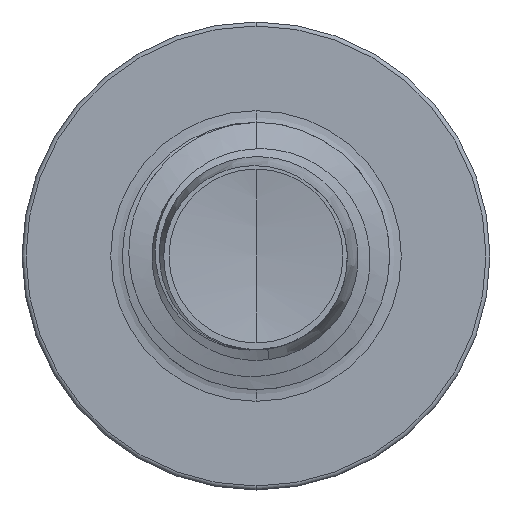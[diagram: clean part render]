
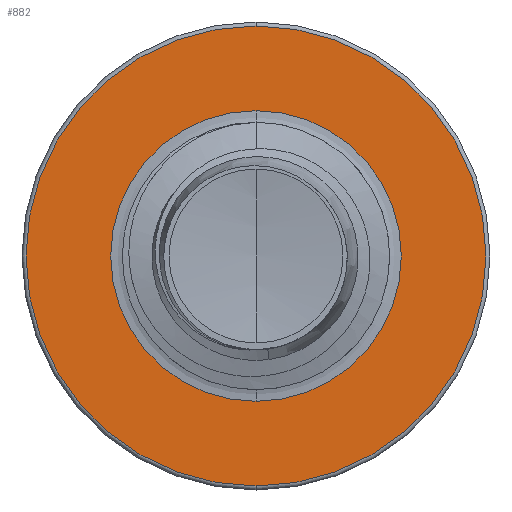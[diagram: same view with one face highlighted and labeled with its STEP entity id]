
A CAD part, front view. The second image highlights one B-rep face of the part: STEP entity #882.
In plain terms, the highlighted planar face has unit normal (0, -1, 0).
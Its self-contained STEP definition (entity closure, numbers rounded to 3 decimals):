
#254 = VERTEX_POINT ( 'NONE', #1322 ) ;
#279 = VERTEX_POINT ( 'NONE', #11299 ) ;
#420 = DIRECTION ( 'NONE',  ( 0., 1., 0. ) ) ;
#882 = ADVANCED_FACE ( 'NONE', ( #4852, #10044 ), #12012, .F. ) ;
#1027 = CARTESIAN_POINT ( 'NONE',  ( 0., 3.5, 3.44 ) ) ;
#1322 = CARTESIAN_POINT ( 'NONE',  ( 0., 3.5, -3.44 ) ) ;
#1760 = AXIS2_PLACEMENT_3D ( 'NONE', #10367, #4138, #11420 ) ;
#2571 = CARTESIAN_POINT ( 'NONE',  ( 0., 3.5, -2.174 ) ) ;
#3014 = EDGE_CURVE ( 'NONE', #279, #6574, #11819, .T. ) ;
#3028 = ORIENTED_EDGE ( 'NONE', *, *, #9753, .F. ) ;
#3236 = CARTESIAN_POINT ( 'NONE',  ( 0., 3.5, 0. ) ) ;
#3445 = DIRECTION ( 'NONE',  ( 0., 0., 1. ) ) ;
#3853 = AXIS2_PLACEMENT_3D ( 'NONE', #11272, #5053, #12318 ) ;
#4001 = EDGE_LOOP ( 'NONE', ( #4792, #13296 ) ) ;
#4046 = EDGE_CURVE ( 'NONE', #6574, #279, #8550, .T. ) ;
#4138 = DIRECTION ( 'NONE',  ( 0., 1., 0. ) ) ;
#4297 = DIRECTION ( 'NONE',  ( 0., 0., 1. ) ) ;
#4739 = VERTEX_POINT ( 'NONE', #1027 ) ;
#4792 = ORIENTED_EDGE ( 'NONE', *, *, #3014, .T. ) ;
#4852 = FACE_OUTER_BOUND ( 'NONE', #8843, .T. ) ;
#5053 = DIRECTION ( 'NONE',  ( 0., 1., 0. ) ) ;
#5469 = CARTESIAN_POINT ( 'NONE',  ( 0., 3.5, 0. ) ) ;
#6528 = DIRECTION ( 'NONE',  ( 0., 0., 1. ) ) ;
#6574 = VERTEX_POINT ( 'NONE', #12935 ) ;
#8550 = CIRCLE ( 'NONE', #13329, 2.174 ) ;
#8843 = EDGE_LOOP ( 'NONE', ( #9755, #3028 ) ) ;
#9292 = CIRCLE ( 'NONE', #1760, 3.44 ) ;
#9753 = EDGE_CURVE ( 'NONE', #254, #4739, #9292, .T. ) ;
#9755 = ORIENTED_EDGE ( 'NONE', *, *, #12551, .F. ) ;
#10044 = FACE_BOUND ( 'NONE', #4001, .T. ) ;
#10367 = CARTESIAN_POINT ( 'NONE',  ( 0., 3.5, 0. ) ) ;
#10526 = DIRECTION ( 'NONE',  ( 0., 1., 0. ) ) ;
#10760 = AXIS2_PLACEMENT_3D ( 'NONE', #5469, #12729, #6528 ) ;
#10764 = AXIS2_PLACEMENT_3D ( 'NONE', #2571, #420, #3445 ) ;
#10901 = CIRCLE ( 'NONE', #10760, 3.44 ) ;
#11272 = CARTESIAN_POINT ( 'NONE',  ( 0., 3.5, 0. ) ) ;
#11299 = CARTESIAN_POINT ( 'NONE',  ( 0., 3.5, 2.174 ) ) ;
#11420 = DIRECTION ( 'NONE',  ( 0., 0., 1. ) ) ;
#11819 = CIRCLE ( 'NONE', #3853, 2.174 ) ;
#12012 = PLANE ( 'NONE',  #10764 ) ;
#12318 = DIRECTION ( 'NONE',  ( 0., 0., 1. ) ) ;
#12551 = EDGE_CURVE ( 'NONE', #4739, #254, #10901, .T. ) ;
#12729 = DIRECTION ( 'NONE',  ( 0., 1., 0. ) ) ;
#12935 = CARTESIAN_POINT ( 'NONE',  ( 0., 3.5, -2.174 ) ) ;
#13296 = ORIENTED_EDGE ( 'NONE', *, *, #4046, .T. ) ;
#13329 = AXIS2_PLACEMENT_3D ( 'NONE', #3236, #10526, #4297 ) ;
